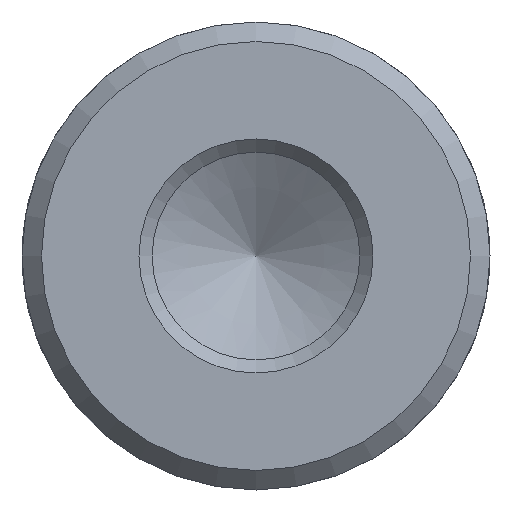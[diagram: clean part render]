
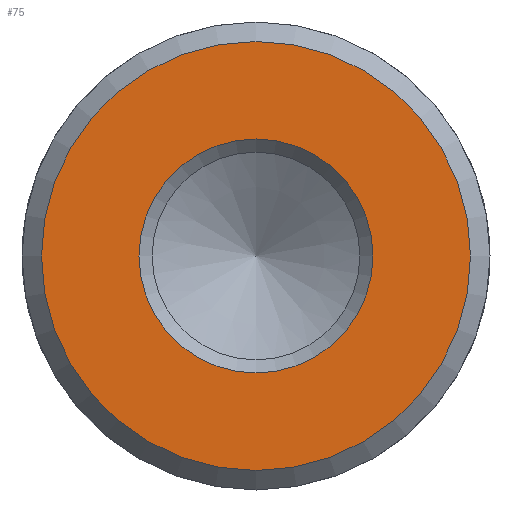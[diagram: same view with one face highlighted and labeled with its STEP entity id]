
A CAD part, front view. The second image highlights one B-rep face of the part: STEP entity #75.
In plain terms, the highlighted planar face has unit normal (0, -1, 0).
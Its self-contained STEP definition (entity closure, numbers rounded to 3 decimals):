
#75 = ADVANCED_FACE( '', ( #90, #91 ), #92, .F. );
#90 = FACE_OUTER_BOUND( '', #130, .T. );
#91 = FACE_BOUND( '', #131, .T. );
#92 = PLANE( '', #132 );
#130 = EDGE_LOOP( '', ( #170 ) );
#131 = EDGE_LOOP( '', ( #171 ) );
#132 = AXIS2_PLACEMENT_3D( '', #172, #173, #174 );
#170 = ORIENTED_EDGE( '', *, *, #256, .F. );
#171 = ORIENTED_EDGE( '', *, *, #257, .T. );
#172 = CARTESIAN_POINT( '', ( 0., -24., 0. ) );
#173 = DIRECTION( '', ( 0., 1., 0. ) );
#174 = DIRECTION( '', ( 0., 0., 1. ) );
#256 = EDGE_CURVE( '', #279, #279, #280, .T. );
#257 = EDGE_CURVE( '', #281, #281, #282, .T. );
#279 = VERTEX_POINT( '', #317 );
#280 = CIRCLE( '', #318, 11. );
#281 = VERTEX_POINT( '', #319 );
#282 = CIRCLE( '', #320, 6. );
#317 = CARTESIAN_POINT( '', ( 0., -24., 11. ) );
#318 = AXIS2_PLACEMENT_3D( '', #361, #362, #363 );
#319 = CARTESIAN_POINT( '', ( 0., -24., 6. ) );
#320 = AXIS2_PLACEMENT_3D( '', #364, #365, #366 );
#361 = CARTESIAN_POINT( '', ( 0., -24., 0. ) );
#362 = DIRECTION( '', ( 0., 1., 0. ) );
#363 = DIRECTION( '', ( 0., 0., 1. ) );
#364 = CARTESIAN_POINT( '', ( 0., -24., 0. ) );
#365 = DIRECTION( '', ( 0., 1., 0. ) );
#366 = DIRECTION( '', ( 0., 0., 1. ) );
